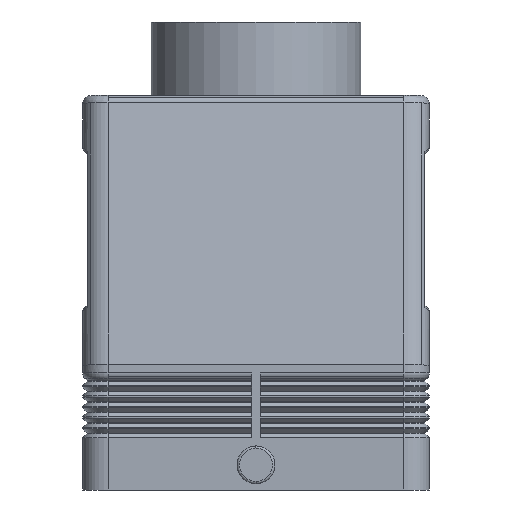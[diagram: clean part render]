
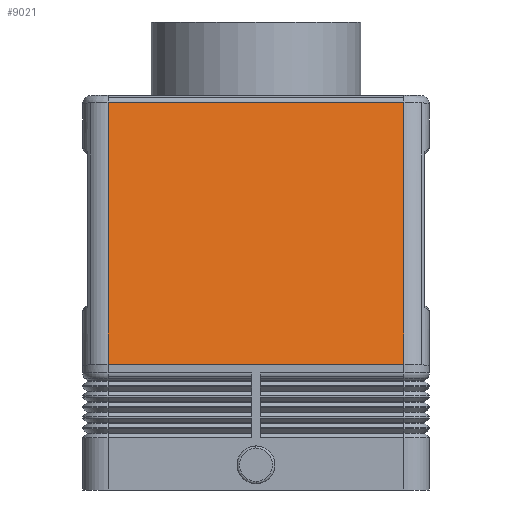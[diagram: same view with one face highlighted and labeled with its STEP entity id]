
A CAD part, left-side view. The second image highlights one B-rep face of the part: STEP entity #9021.
In plain terms, the highlighted planar face has unit normal (-0.985, 0, 0.173).
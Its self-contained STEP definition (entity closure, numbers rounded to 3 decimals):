
#629=CARTESIAN_POINT('',(-35.791,35.25,92.346));
#630=VERTEX_POINT('',#629);
#638=CARTESIAN_POINT('',(-35.791,-35.25,92.346));
#639=VERTEX_POINT('',#638);
#640=CARTESIAN_POINT('',(-35.791,35.25,92.346));
#641=DIRECTION('',(0.0,-1.0,0.0));
#642=VECTOR('',#641,70.5);
#643=LINE('',#640,#642);
#644=EDGE_CURVE('',#630,#639,#643,.T.);
#6419=CARTESIAN_POINT('',(-46.75,35.25,30.0));
#6420=VERTEX_POINT('',#6419);
#6428=CARTESIAN_POINT('',(-46.75,35.25,30.0));
#6429=DIRECTION('',(0.173,0.,0.985));
#6430=VECTOR('',#6429,63.302);
#6431=LINE('',#6428,#6430);
#6432=EDGE_CURVE('',#6420,#630,#6431,.T.);
#6939=CARTESIAN_POINT('',(-46.75,-35.25,30.0));
#6940=VERTEX_POINT('',#6939);
#6941=CARTESIAN_POINT('',(-35.791,-35.25,92.346));
#6942=DIRECTION('',(-0.173,0.0,-0.985));
#6943=VECTOR('',#6942,63.302);
#6944=LINE('',#6941,#6943);
#6945=EDGE_CURVE('',#639,#6940,#6944,.T.);
#7917=CARTESIAN_POINT('',(-46.75,-35.25,30.0));
#7918=DIRECTION('',(0.0,1.0,0.0));
#7919=VECTOR('',#7918,70.5);
#7920=LINE('',#7917,#7919);
#7921=EDGE_CURVE('',#6940,#6420,#7920,.T.);
#9010=CARTESIAN_POINT('',(-35.5,0.0,94.));
#9011=DIRECTION('',(-0.985,0.0,0.173));
#9012=DIRECTION('',(0.173,0.0,0.985));
#9013=AXIS2_PLACEMENT_3D('',#9010,#9011,#9012);
#9014=PLANE('',#9013);
#9015=ORIENTED_EDGE('',*,*,#6432,.F.);
#9016=ORIENTED_EDGE('',*,*,#7921,.F.);
#9017=ORIENTED_EDGE('',*,*,#6945,.F.);
#9018=ORIENTED_EDGE('',*,*,#644,.F.);
#9019=EDGE_LOOP('',(#9015,#9016,#9017,#9018));
#9020=FACE_OUTER_BOUND('',#9019,.T.);
#9021=ADVANCED_FACE('',(#9020),#9014,.T.);
